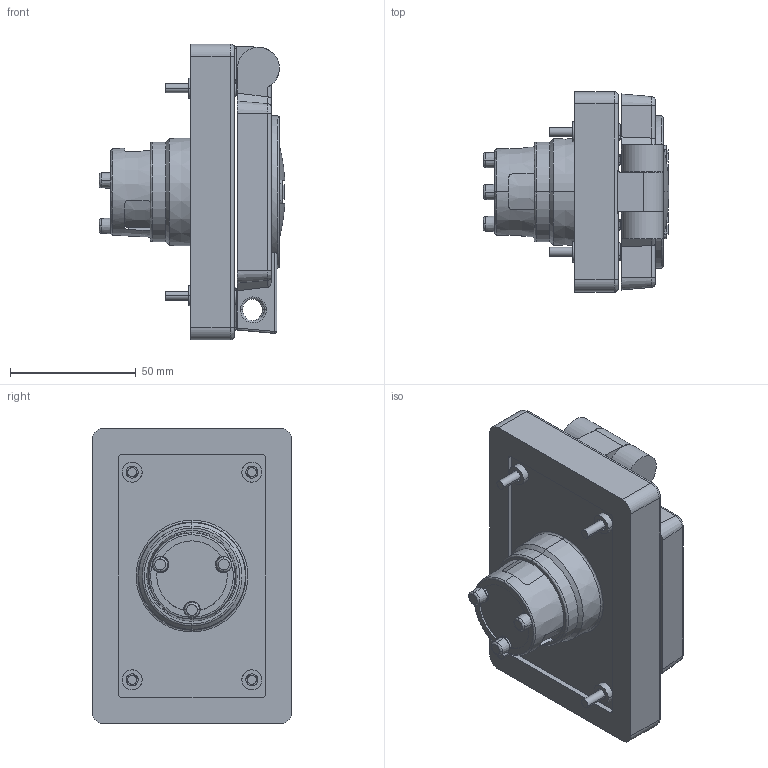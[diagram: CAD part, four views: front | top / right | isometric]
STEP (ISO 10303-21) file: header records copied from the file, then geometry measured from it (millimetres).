
FILE_DESCRIPTION (( 'STEP AP214' ), '1' );
FILE_NAME ('CATSTD-59W47-000-M01.STEP', '2019-08-08T17:28:31', ( '' ), ( '' ), 'SwSTEP 2.0', 'SolidWorks 2017', '' );
FILE_SCHEMA (( 'AUTOMOTIVE_DESIGN' ));
Length unit declared in the file: inch
Products named in the file (2): CATSTD-59W47-000-M01
Bounding box: 73.73 x 79.38 x 117.47 mm (x, y, z)
Surface area: 48985.6 mm2 (no closed solid volume)
Topology: 0 solids, 6 shells, 460 faces, 1380 edges, 926 vertices
Faces by surface type: cylinder 190, plane 184, bspline 61, cone 21, torus 4
Entity records: 27118 total; most frequent: CARTESIAN_POINT 9888, ORIENTED_EDGE 2533, DIRECTION 1874, EDGE_CURVE 1377, VERTEX_POINT 926, VECTOR 674, LINE 674, AXIS2_PLACEMENT_3D 600
